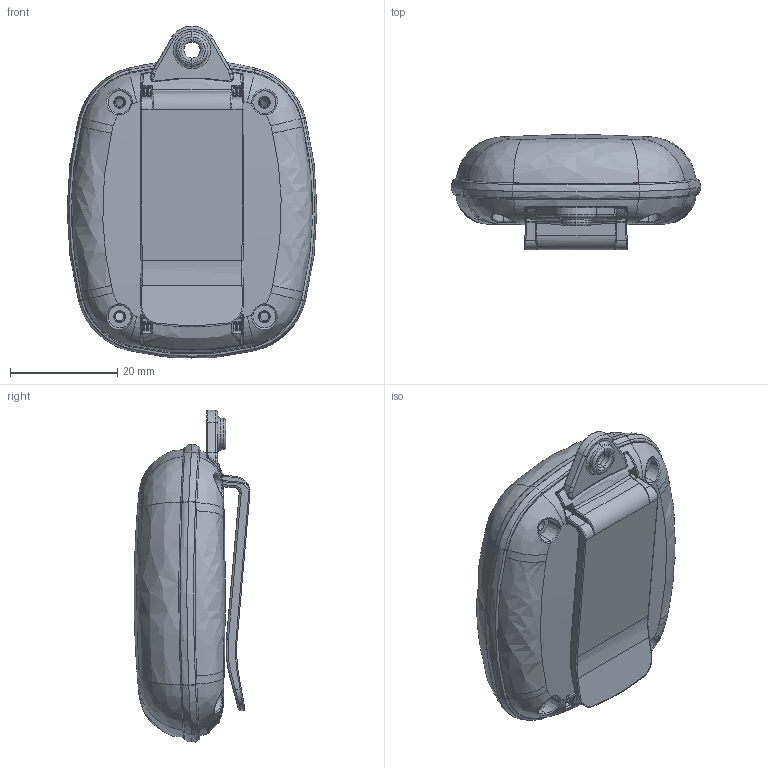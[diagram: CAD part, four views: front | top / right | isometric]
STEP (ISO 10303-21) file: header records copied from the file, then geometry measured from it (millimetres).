
FILE_DESCRIPTION(('FreeCAD Model'),'2;1');
FILE_NAME('G1.step', '2018-06-05T11:55:56',('Author'),(''), 'Open CASCADE STEP processor 7.0','FreeCAD','Unknown');
FILE_SCHEMA(('CONFIG_CONTROL_DESIGN','SHAPE_APPEARANCE_LAYER_MIM'));
Length unit declared in the file: millimetre
Products named in the file (11): ASSEMBLY; 00019046_-_Ansteck-Clip; 00019043_-_Abdeckkappe; 00018950_-_Platine_L_unten; 00018949_-_Platine_L_oben; 00019044_-_Umh鄚ge飉e; 00019049_-_Gewindebuchse_M2_x_2,006; 00020228_-_Dichtring; 00019041_-_Oberteil_ohne_Vertiefung; 00019051_-_Edelstahl-Federsteg_mit_Ansatz__Ø1,5_x_18_mm001; 00019040_-_Unterteil
Assembly tree (15 placements, depth 2):
  ASSEMBLY
    00019046_-_Ansteck-Clip
    00019043_-_Abdeckkappe  x2
    00018950_-_Platine_L_unten
    00018949_-_Platine_L_oben
    00019044_-_Umh鄚ge飉e
    00019049_-_Gewindebuchse_M2_x_2,006  x4
    00020228_-_Dichtring
    00019041_-_Oberteil_ohne_Vertiefung
    00019051_-_Edelstahl-Federsteg_mit_Ansatz__Ø1,5_x_18_mm001  x2
    00019040_-_Unterteil
Bounding box: 46.6 x 21.62 x 61.94 mm (x, y, z)
Volume: 14756.3 mm3; surface area: 25962.1 mm2
Topology: 15 solids, 15 shells, 2498 faces, 6632 edges, 4228 vertices
Faces by surface type: plane 1290, bspline 360, cylinder 313, cone 284, torus 197, sphere 46, revolution 8
Entity records: 61636 total; most frequent: CARTESIAN_POINT 26094, ORIENTED_EDGE 8054, DIRECTION 6511, EDGE_CURVE 4027, AXIS2_PLACEMENT_3D 2646, VERTEX_POINT 2519, FACE_BOUND 1684, EDGE_LOOP 1684
